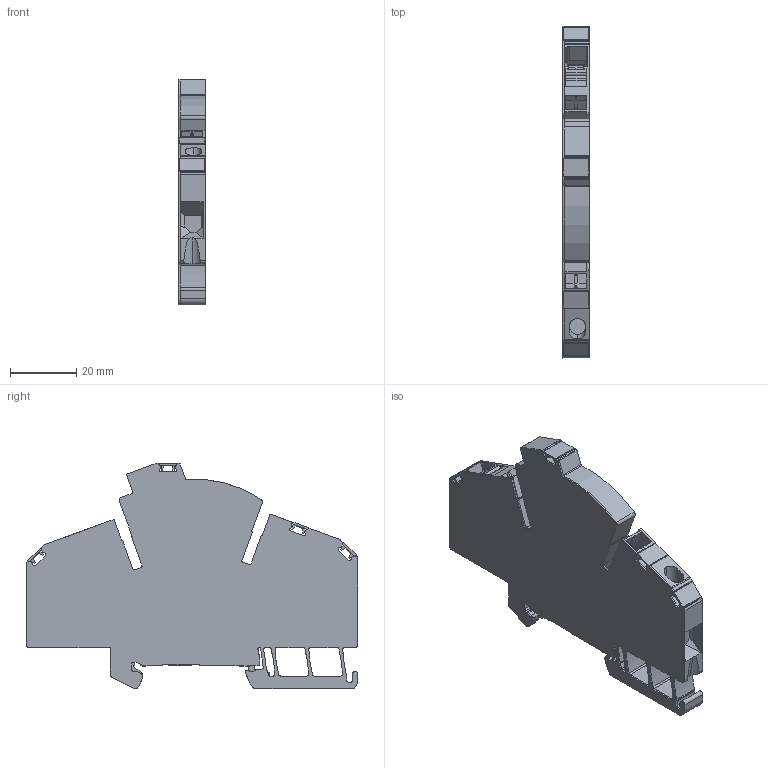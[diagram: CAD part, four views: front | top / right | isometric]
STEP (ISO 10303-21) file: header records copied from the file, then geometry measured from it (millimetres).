
FILE_DESCRIPTION(('CATIA V5 STEP Exchange','CAx-IF Rec.Pracs.--- Model Styling and Organization---1.4--- 2014-01-23'),'2;1');
FILE_NAME ('1320098-1_1', '2021-02-05T06:50:31+00:00', ('none'), ('Weidmueller'), 'CATIA Version 5-6 Release 2016 SP3 HF44', 'CATIA V5 STEP AP214', 'none');
FILE_SCHEMA(('AUTOMOTIVE_DESIGN { 1 0 10303 214 1 1 1 1 }'));
Products named in the file (1): 2792470000
Bounding box: 8.1 x 100 x 68.09 mm (x, y, z)
Volume: 33537.4 mm3; surface area: 27071.4 mm2
Topology: 8 solids, 16 shells, 1490 faces, 4261 edges, 2817 vertices
Faces by surface type: plane 731, cylinder 568, extrusion 157, torus 17, cone 13, sphere 3, bspline 1
Entity records: 51220 total; most frequent: CARTESIAN_POINT 12296, ORIENTED_EDGE 8520, DIRECTION 6311, EDGE_CURVE 4260, VECTOR 2977, LINE 2820, VERTEX_POINT 2817, AXIS2_PLACEMENT_3D 2172
